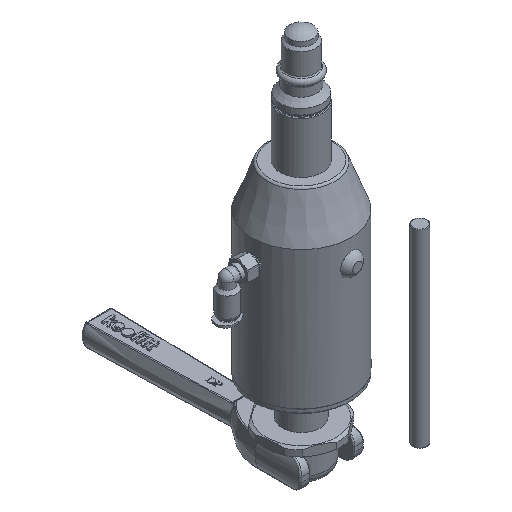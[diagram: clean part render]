
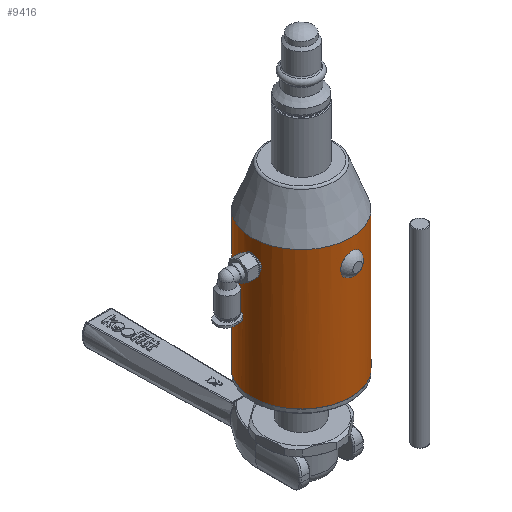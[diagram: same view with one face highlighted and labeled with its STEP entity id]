
A CAD part, isometric view. The second image highlights one B-rep face of the part: STEP entity #9416.
In plain terms, the highlighted cylindrical face has radius 20.8 mm (diameter 41.6 mm), a full revolution.
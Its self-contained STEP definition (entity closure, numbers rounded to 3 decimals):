
#581=B_SPLINE_CURVE_WITH_KNOTS('',3,(#17157,#17158,#17159,#17160,#17161,
#17162,#17163,#17164,#17165,#17166),.UNSPECIFIED.,.F.,.F.,(4,2,2,2,4),(1.676,
1.816,1.956,2.095,2.235),
 .UNSPECIFIED.);
#582=B_SPLINE_CURVE_WITH_KNOTS('',3,(#17168,#17169,#17170,#17171,#17172,
#17173,#17174,#17175,#17176,#17177,#17178,#17179,#17180,#17181,#17182,#17183,
#17184,#17185),.UNSPECIFIED.,.F.,.F.,(4,2,2,2,2,2,2,2,4),(0.559,
0.698,0.838,0.978,1.118,1.257,
1.397,1.537,1.676),.UNSPECIFIED.);
#583=B_SPLINE_CURVE_WITH_KNOTS('',3,(#17186,#17187,#17188,#17189,#17190,
#17191,#17192,#17193,#17194,#17195),.UNSPECIFIED.,.F.,.F.,(4,2,2,2,4),(0.,
0.14,0.279,0.419,0.559),
 .UNSPECIFIED.);
#584=B_SPLINE_CURVE_WITH_KNOTS('',3,(#17209,#17210,#17211,#17212,#17213,
#17214,#17215,#17216,#17217,#17218,#17219,#17220,#17221,#17222,#17223,#17224,
#17225,#17226),.UNSPECIFIED.,.F.,.F.,(4,2,2,2,2,2,2,2,4),(0.,0.14,
0.279,0.419,0.559,0.698,
0.838,0.978,1.118),.UNSPECIFIED.);
#585=B_SPLINE_CURVE_WITH_KNOTS('',3,(#17227,#17228,#17229,#17230,#17231,
#17232,#17233,#17234,#17235,#17236,#17237,#17238,#17239,#17240,#17241,#17242,
#17243,#17244),.UNSPECIFIED.,.F.,.F.,(4,2,2,2,2,2,2,2,4),(1.118,
1.257,1.397,1.537,1.676,1.816,
1.956,2.095,2.235),.UNSPECIFIED.);
#659=CYLINDRICAL_SURFACE('',#10007,20.8);
#1308=LINE('',#17684,#1990);
#1309=LINE('',#17686,#1991);
#1990=VECTOR('',#11788,20.8);
#1991=VECTOR('',#11789,20.8);
#2097=FACE_BOUND('',#3138,.T.);
#2582=FACE_OUTER_BOUND('',#3137,.T.);
#3137=EDGE_LOOP('',(#8025,#8026,#8027,#8028,#8029,#8030,#8031,#8032,#8033));
#3138=EDGE_LOOP('',(#8034,#8035));
#3384=CIRCLE('',#10008,20.8);
#3385=CIRCLE('',#10009,20.8);
#4113=VERTEX_POINT('',#17154);
#4114=VERTEX_POINT('',#17156);
#4115=VERTEX_POINT('',#17167);
#4119=VERTEX_POINT('',#17206);
#4120=VERTEX_POINT('',#17208);
#4211=VERTEX_POINT('',#17682);
#4212=VERTEX_POINT('',#17685);
#5340=EDGE_CURVE('',#4114,#4113,#581,.T.);
#5341=EDGE_CURVE('',#4115,#4114,#582,.T.);
#5342=EDGE_CURVE('',#4113,#4115,#583,.T.);
#5348=EDGE_CURVE('',#4120,#4119,#584,.T.);
#5349=EDGE_CURVE('',#4119,#4120,#585,.T.);
#5494=EDGE_CURVE('',#4211,#4211,#3384,.T.);
#5495=EDGE_CURVE('',#4211,#4114,#1308,.T.);
#5496=EDGE_CURVE('',#4115,#4212,#1309,.T.);
#5497=EDGE_CURVE('',#4212,#4212,#3385,.T.);
#8025=ORIENTED_EDGE('',*,*,#5494,.F.);
#8026=ORIENTED_EDGE('',*,*,#5495,.T.);
#8027=ORIENTED_EDGE('',*,*,#5340,.T.);
#8028=ORIENTED_EDGE('',*,*,#5342,.T.);
#8029=ORIENTED_EDGE('',*,*,#5496,.T.);
#8030=ORIENTED_EDGE('',*,*,#5497,.T.);
#8031=ORIENTED_EDGE('',*,*,#5496,.F.);
#8032=ORIENTED_EDGE('',*,*,#5341,.T.);
#8033=ORIENTED_EDGE('',*,*,#5495,.F.);
#8034=ORIENTED_EDGE('',*,*,#5348,.T.);
#8035=ORIENTED_EDGE('',*,*,#5349,.T.);
#9416=ADVANCED_FACE('',(#2582,#2097),#659,.T.);
#10007=AXIS2_PLACEMENT_3D('',#17681,#11784,#11785);
#10008=AXIS2_PLACEMENT_3D('',#17683,#11786,#11787);
#10009=AXIS2_PLACEMENT_3D('',#17687,#11790,#11791);
#11784=DIRECTION('center_axis',(0.,0.,-1.));
#11785=DIRECTION('ref_axis',(0.,1.,0.));
#11786=DIRECTION('center_axis',(0.,0.,-1.));
#11787=DIRECTION('ref_axis',(1.,0.,0.));
#11788=DIRECTION('',(0.,0.,1.));
#11789=DIRECTION('',(0.,0.,1.));
#11790=DIRECTION('center_axis',(0.,0.,-1.));
#11791=DIRECTION('ref_axis',(1.,0.,0.));
#17154=CARTESIAN_POINT('',(-3.7,-20.468,-27.25));
#17156=CARTESIAN_POINT('',(0.,-20.8,-30.95));
#17157=CARTESIAN_POINT('Ctrl Pts',(0.,-20.8,-30.95));
#17158=CARTESIAN_POINT('Ctrl Pts',(-0.466,-20.8,-30.95));
#17159=CARTESIAN_POINT('Ctrl Pts',(-0.962,-20.783,
-30.857));
#17160=CARTESIAN_POINT('Ctrl Pts',(-1.873,-20.721,
-30.479));
#17161=CARTESIAN_POINT('Ctrl Pts',(-2.288,-20.676,
-30.194));
#17162=CARTESIAN_POINT('Ctrl Pts',(-2.944,-20.593,-29.538));
#17163=CARTESIAN_POINT('Ctrl Pts',(-3.229,-20.549,
-29.123));
#17164=CARTESIAN_POINT('Ctrl Pts',(-3.607,-20.486,
-28.212));
#17165=CARTESIAN_POINT('Ctrl Pts',(-3.7,-20.468,
-27.716));
#17166=CARTESIAN_POINT('Ctrl Pts',(-3.7,-20.468,
-27.25));
#17167=CARTESIAN_POINT('',(0.,-20.8,-23.55));
#17168=CARTESIAN_POINT('Ctrl Pts',(0.,-20.8,-23.55));
#17169=CARTESIAN_POINT('Ctrl Pts',(0.466,-20.8,-23.55));
#17170=CARTESIAN_POINT('Ctrl Pts',(0.962,-20.783,
-23.643));
#17171=CARTESIAN_POINT('Ctrl Pts',(1.873,-20.721,-24.021));
#17172=CARTESIAN_POINT('Ctrl Pts',(2.288,-20.676,-24.306));
#17173=CARTESIAN_POINT('Ctrl Pts',(2.944,-20.593,-24.962));
#17174=CARTESIAN_POINT('Ctrl Pts',(3.229,-20.549,-25.377));
#17175=CARTESIAN_POINT('Ctrl Pts',(3.607,-20.486,-26.288));
#17176=CARTESIAN_POINT('Ctrl Pts',(3.7,-20.468,-26.784));
#17177=CARTESIAN_POINT('Ctrl Pts',(3.7,-20.468,-27.716));
#17178=CARTESIAN_POINT('Ctrl Pts',(3.607,-20.486,-28.212));
#17179=CARTESIAN_POINT('Ctrl Pts',(3.229,-20.549,-29.123));
#17180=CARTESIAN_POINT('Ctrl Pts',(2.944,-20.593,-29.538));
#17181=CARTESIAN_POINT('Ctrl Pts',(2.288,-20.676,-30.194));
#17182=CARTESIAN_POINT('Ctrl Pts',(1.873,-20.721,-30.479));
#17183=CARTESIAN_POINT('Ctrl Pts',(0.962,-20.783,
-30.857));
#17184=CARTESIAN_POINT('Ctrl Pts',(0.466,-20.8,-30.95));
#17185=CARTESIAN_POINT('Ctrl Pts',(0.,-20.8,-30.95));
#17186=CARTESIAN_POINT('Ctrl Pts',(-3.7,-20.468,
-27.25));
#17187=CARTESIAN_POINT('Ctrl Pts',(-3.7,-20.468,
-26.784));
#17188=CARTESIAN_POINT('Ctrl Pts',(-3.607,-20.486,
-26.288));
#17189=CARTESIAN_POINT('Ctrl Pts',(-3.229,-20.549,
-25.377));
#17190=CARTESIAN_POINT('Ctrl Pts',(-2.944,-20.593,-24.962));
#17191=CARTESIAN_POINT('Ctrl Pts',(-2.288,-20.676,
-24.306));
#17192=CARTESIAN_POINT('Ctrl Pts',(-1.873,-20.721,
-24.021));
#17193=CARTESIAN_POINT('Ctrl Pts',(-0.962,-20.783,
-23.643));
#17194=CARTESIAN_POINT('Ctrl Pts',(-0.466,-20.8,-23.55));
#17195=CARTESIAN_POINT('Ctrl Pts',(0.,-20.8,-23.55));
#17206=CARTESIAN_POINT('',(-20.468,-3.7,-27.25));
#17208=CARTESIAN_POINT('',(-20.468,3.7,-27.25));
#17209=CARTESIAN_POINT('Ctrl Pts',(-20.468,3.7,-27.25));
#17210=CARTESIAN_POINT('Ctrl Pts',(-20.468,3.7,-26.784));
#17211=CARTESIAN_POINT('Ctrl Pts',(-20.486,3.607,-26.288));
#17212=CARTESIAN_POINT('Ctrl Pts',(-20.549,3.229,-25.377));
#17213=CARTESIAN_POINT('Ctrl Pts',(-20.593,2.944,-24.962));
#17214=CARTESIAN_POINT('Ctrl Pts',(-20.676,2.288,-24.306));
#17215=CARTESIAN_POINT('Ctrl Pts',(-20.721,1.873,-24.021));
#17216=CARTESIAN_POINT('Ctrl Pts',(-20.783,0.962,
-23.643));
#17217=CARTESIAN_POINT('Ctrl Pts',(-20.8,0.466,-23.55));
#17218=CARTESIAN_POINT('Ctrl Pts',(-20.8,-0.466,-23.55));
#17219=CARTESIAN_POINT('Ctrl Pts',(-20.783,-0.962,
-23.643));
#17220=CARTESIAN_POINT('Ctrl Pts',(-20.721,-1.873,
-24.021));
#17221=CARTESIAN_POINT('Ctrl Pts',(-20.676,-2.288,
-24.306));
#17222=CARTESIAN_POINT('Ctrl Pts',(-20.593,-2.944,-24.962));
#17223=CARTESIAN_POINT('Ctrl Pts',(-20.549,-3.229,
-25.377));
#17224=CARTESIAN_POINT('Ctrl Pts',(-20.486,-3.607,
-26.288));
#17225=CARTESIAN_POINT('Ctrl Pts',(-20.468,-3.7,
-26.784));
#17226=CARTESIAN_POINT('Ctrl Pts',(-20.468,-3.7,
-27.25));
#17227=CARTESIAN_POINT('Ctrl Pts',(-20.468,-3.7,
-27.25));
#17228=CARTESIAN_POINT('Ctrl Pts',(-20.468,-3.7,
-27.716));
#17229=CARTESIAN_POINT('Ctrl Pts',(-20.486,-3.607,
-28.212));
#17230=CARTESIAN_POINT('Ctrl Pts',(-20.549,-3.229,
-29.123));
#17231=CARTESIAN_POINT('Ctrl Pts',(-20.593,-2.944,-29.538));
#17232=CARTESIAN_POINT('Ctrl Pts',(-20.676,-2.288,
-30.194));
#17233=CARTESIAN_POINT('Ctrl Pts',(-20.721,-1.873,
-30.479));
#17234=CARTESIAN_POINT('Ctrl Pts',(-20.783,-0.962,
-30.857));
#17235=CARTESIAN_POINT('Ctrl Pts',(-20.8,-0.466,-30.95));
#17236=CARTESIAN_POINT('Ctrl Pts',(-20.8,0.466,-30.95));
#17237=CARTESIAN_POINT('Ctrl Pts',(-20.783,0.962,
-30.857));
#17238=CARTESIAN_POINT('Ctrl Pts',(-20.721,1.873,-30.479));
#17239=CARTESIAN_POINT('Ctrl Pts',(-20.676,2.288,-30.194));
#17240=CARTESIAN_POINT('Ctrl Pts',(-20.593,2.944,-29.538));
#17241=CARTESIAN_POINT('Ctrl Pts',(-20.549,3.229,-29.123));
#17242=CARTESIAN_POINT('Ctrl Pts',(-20.486,3.607,-28.212));
#17243=CARTESIAN_POINT('Ctrl Pts',(-20.468,3.7,-27.716));
#17244=CARTESIAN_POINT('Ctrl Pts',(-20.468,3.7,-27.25));
#17681=CARTESIAN_POINT('Origin',(0.,0.,-47.1));
#17682=CARTESIAN_POINT('',(0.,-20.8,-76.2));
#17683=CARTESIAN_POINT('Origin',(0.,0.,-76.2));
#17684=CARTESIAN_POINT('',(0.,-20.8,-47.1));
#17685=CARTESIAN_POINT('',(0.,-20.8,-18.));
#17686=CARTESIAN_POINT('',(0.,-20.8,-47.1));
#17687=CARTESIAN_POINT('Origin',(0.,0.,-18.));
